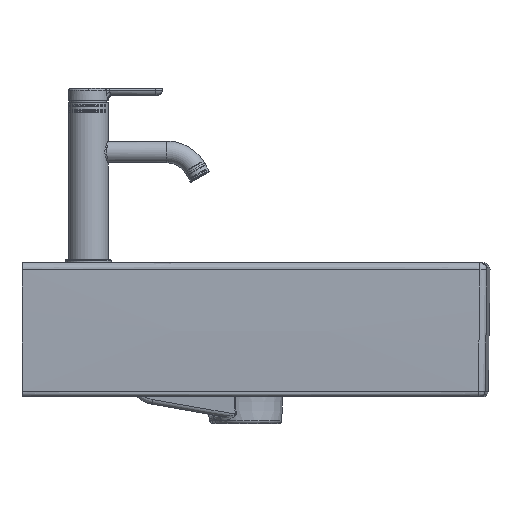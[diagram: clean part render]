
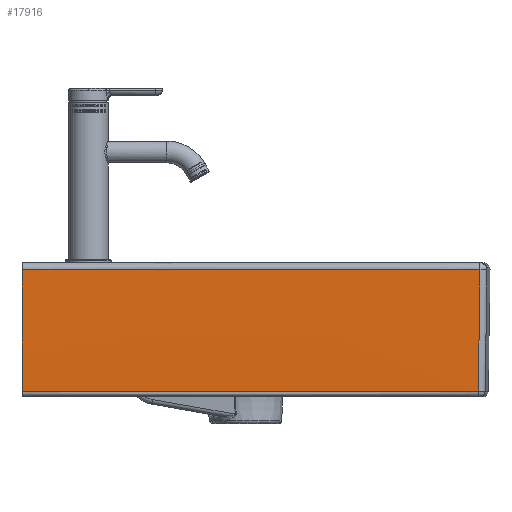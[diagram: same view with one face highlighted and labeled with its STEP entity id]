
A CAD part, front view. The second image highlights one B-rep face of the part: STEP entity #17916.
In plain terms, the highlighted free-form (B-spline) face has degree [3, 2] with [4, 3] control points.
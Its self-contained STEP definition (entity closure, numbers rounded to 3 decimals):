
#2172=CARTESIAN_POINT('',(461.044,-499.973,-7.061));
#2173=VERTEX_POINT('',#2172);
#2446=CARTESIAN_POINT('',(0.,-499.941,-7.061));
#2447=VERTEX_POINT('',#2446);
#2448=CARTESIAN_POINT('',(0.,-499.941,-7.061));
#2449=CARTESIAN_POINT('',(92.208,-500.372,-7.061));
#2450=CARTESIAN_POINT('',(184.417,-500.591,-7.061));
#2451=CARTESIAN_POINT('',(276.627,-500.597,-7.061));
#2452=CARTESIAN_POINT('',(368.836,-500.391,-7.061));
#2453=CARTESIAN_POINT('',(461.044,-499.973,-7.061));
#2454=B_SPLINE_CURVE_WITH_KNOTS('',5,(#2448,#2449,#2450,#2451,#2452,#2453),.UNSPECIFIED.,.F.,.U.,(6,6),(133.277,785.246),.UNSPECIFIED.);
#2455=EDGE_CURVE('',#2447,#2173,#2454,.T.);
#17799=CARTESIAN_POINT('',(0.,-498.104,-130.105));
#17800=VERTEX_POINT('',#17799);
#17816=CARTESIAN_POINT('',(0.,9499.675,80.629));
#17817=DIRECTION('',(1.0,0.0,0.0));
#17818=DIRECTION('',(0.0,-1.,-0.021));
#17819=AXIS2_PLACEMENT_3D('',#17816,#17817,#17818);
#17820=CIRCLE('',#17819,10000.);
#17821=EDGE_CURVE('',#2447,#17800,#17820,.T.);
#17859=CARTESIAN_POINT('',(0.,-498.104,-130.105));
#17860=CARTESIAN_POINT('',(153.68,-498.824,-130.115));
#17861=CARTESIAN_POINT('',(307.364,-498.834,-130.115));
#17862=CARTESIAN_POINT('',(461.044,-498.136,-130.106));
#17863=CARTESIAN_POINT('',(0.,-499.401,-68.589));
#17864=CARTESIAN_POINT('',(153.68,-500.12,-68.594));
#17865=CARTESIAN_POINT('',(307.364,-500.131,-68.594));
#17866=CARTESIAN_POINT('',(461.044,-499.433,-68.589));
#17867=CARTESIAN_POINT('',(0.,-499.941,-7.061));
#17868=CARTESIAN_POINT('',(153.68,-500.66,-7.062));
#17869=CARTESIAN_POINT('',(307.364,-500.67,-7.062));
#17870=CARTESIAN_POINT('',(461.044,-499.973,-7.061));
#17878=(BOUNDED_SURFACE()B_SPLINE_SURFACE(3,2,((#17859,#17863,#17867),(#17860,#17864,#17868),(#17861,#17865,#17869),(#17862,#17866,#17870)),.SURF_OF_REVOLUTION.,.F.,.F.,.U.)B_SPLINE_SURFACE_WITH_KNOTS((4,4),(3,3),(235385.454,235846.5),(0.0,1.0),.UNSPECIFIED.)GEOMETRIC_REPRESENTATION_ITEM()RATIONAL_B_SPLINE_SURFACE(((1.0,1.,1.0),(1.0,1.,1.0),(1.0,1.,1.0),(1.0,1.,1.0)))REPRESENTATION_ITEM('')SURFACE());
#17879=CARTESIAN_POINT('',(459.23,-498.145,-130.105));
#17880=VERTEX_POINT('',#17879);
#17881=CARTESIAN_POINT('',(0.,-498.104,-130.105));
#17882=CARTESIAN_POINT('',(6.726,-498.136,-130.105));
#17883=CARTESIAN_POINT('',(13.45,-498.166,-130.105));
#17884=CARTESIAN_POINT('',(20.196,-498.196,-130.105));
#17885=CARTESIAN_POINT('',(43.171,-498.291,-130.105));
#17886=CARTESIAN_POINT('',(66.147,-498.374,-130.105));
#17887=CARTESIAN_POINT('',(82.323,-498.426,-130.105));
#17888=CARTESIAN_POINT('',(121.474,-498.535,-130.105));
#17889=CARTESIAN_POINT('',(160.627,-498.606,-130.105));
#17890=CARTESIAN_POINT('',(183.603,-498.635,-130.105));
#17891=CARTESIAN_POINT('',(229.556,-498.665,-130.105));
#17892=CARTESIAN_POINT('',(275.509,-498.643,-130.105));
#17893=CARTESIAN_POINT('',(298.486,-498.618,-130.105));
#17894=CARTESIAN_POINT('',(337.218,-498.555,-130.105));
#17895=CARTESIAN_POINT('',(375.95,-498.454,-130.105));
#17896=CARTESIAN_POINT('',(391.705,-498.407,-130.105));
#17897=CARTESIAN_POINT('',(414.681,-498.329,-130.105));
#17898=CARTESIAN_POINT('',(437.656,-498.238,-130.105));
#17899=CARTESIAN_POINT('',(444.851,-498.208,-130.105));
#17900=CARTESIAN_POINT('',(452.039,-498.177,-130.105));
#17901=CARTESIAN_POINT('',(459.23,-498.145,-130.105));
#17902=B_SPLINE_CURVE_WITH_KNOTS('',5,(#17881,#17882,#17883,#17884,#17885,#17886,#17887,#17888,#17889,#17890,#17891,#17892,#17893,#17894,#17895,#17896,#17897,#17898,#17899,#17900,#17901),.UNSPECIFIED.,.F.,.U.,(6,3,3,3,3,3,6),(132.383,180.561,295.177,457.97,620.763,732.4,783.557),.UNSPECIFIED.);
#17903=EDGE_CURVE('',#17800,#17880,#17902,.T.);
#17904=ORIENTED_EDGE('',*,*,#17903,.T.);
#17905=CARTESIAN_POINT('',(-4562.4,4562.068,80.654));
#17906=DIRECTION('',(-0.71,-0.704,0.));
#17907=DIRECTION('',(0.704,-0.71,-0.012));
#17908=AXIS2_PLACEMENT_3D('',#17905,#17906,#17907);
#17909=CIRCLE('',#17908,7132.107);
#17910=EDGE_CURVE('',#2173,#17880,#17909,.F.);
#17911=ORIENTED_EDGE('',*,*,#17910,.F.);
#17912=ORIENTED_EDGE('',*,*,#2455,.F.);
#17913=ORIENTED_EDGE('',*,*,#17821,.T.);
#17914=EDGE_LOOP('',(#17904,#17911,#17912,#17913));
#17915=FACE_OUTER_BOUND('',#17914,.T.);
#17916=ADVANCED_FACE('',(#17915),#17878,.T.);
